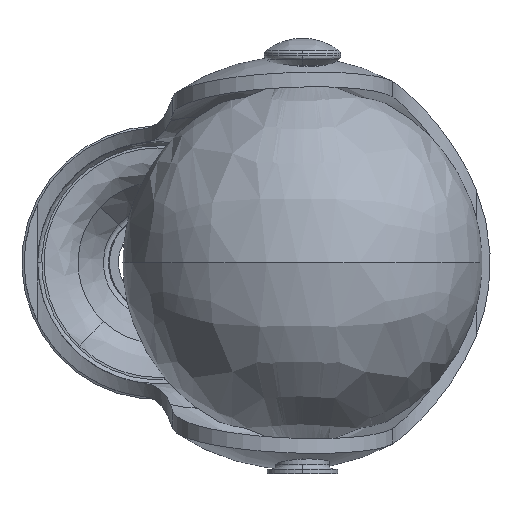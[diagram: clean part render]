
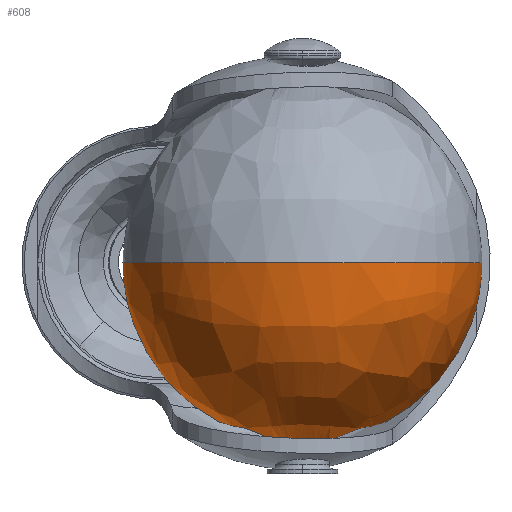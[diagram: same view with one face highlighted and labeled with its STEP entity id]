
A CAD part, front view. The second image highlights one B-rep face of the part: STEP entity #608.
In plain terms, the highlighted free-form (B-spline) face has degree [3, 3] with [4, 4] control points.
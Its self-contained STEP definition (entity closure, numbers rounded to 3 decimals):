
#173 = CARTESIAN_POINT ( 'NONE',  ( -3.992, -36.4, 0. ) ) ;
#231 = DIRECTION ( 'NONE',  ( 0., 0., 1. ) ) ;
#311 = EDGE_CURVE ( 'NONE', #2333, #1566, #3612, .T. ) ;
#608 = ADVANCED_FACE ( 'NONE', ( #1646, #3162 ), #6499, .T. ) ;
#675 = CARTESIAN_POINT ( 'NONE',  ( 37.092, 2.485, 0. ) ) ;
#749 = EDGE_LOOP ( 'NONE', ( #878, #5035 ) ) ;
#878 = ORIENTED_EDGE ( 'NONE', *, *, #311, .T. ) ;
#946 = CARTESIAN_POINT ( 'NONE',  ( 16., -36.95, -19.774 ) ) ;
#1218 = CARTESIAN_POINT ( 'NONE',  ( -3.992, -36.4, 0. ) ) ;
#1222 = CARTESIAN_POINT ( 'NONE',  ( 13.001, -36.868, -19.774 ) ) ;
#1506 = DIRECTION ( 'NONE',  ( 1., -0.027, 0. ) ) ;
#1566 = VERTEX_POINT ( 'NONE', #1222 ) ;
#1646 = FACE_OUTER_BOUND ( 'NONE', #5234, .T. ) ;
#1770 = CARTESIAN_POINT ( 'NONE',  ( -2.893, 3.584, 0. ) ) ;
#1973 = CARTESIAN_POINT ( 'NONE',  ( 16., -36.95, 0. ) ) ;
#2138 = AXIS2_PLACEMENT_3D ( 'NONE', #2491, #2458, #2433 ) ;
#2333 = VERTEX_POINT ( 'NONE', #4444 ) ;
#2350 = CARTESIAN_POINT ( 'NONE',  ( -3.992, -36.4, 0. ) ) ;
#2433 = DIRECTION ( 'NONE',  ( 1., -0.027, 0. ) ) ;
#2458 = DIRECTION ( 'NONE',  ( 0., 0., 1. ) ) ;
#2491 = CARTESIAN_POINT ( 'NONE',  ( 16., -36.95, -19.774 ) ) ;
#2555 = DIRECTION ( 'NONE',  ( 1., -0.027, 0. ) ) ;
#2572 = CIRCLE ( 'NONE', #6385, 20. ) ;
#2917 = CARTESIAN_POINT ( 'NONE',  ( 37.092, 2.485, -80. ) ) ;
#3162 = FACE_BOUND ( 'NONE', #749, .T. ) ;
#3489 = CARTESIAN_POINT ( 'NONE',  ( -3.992, -36.4, 0. ) ) ;
#3563 = EDGE_CURVE ( 'NONE', #1566, #2333, #6340, .T. ) ;
#3588 = CARTESIAN_POINT ( 'NONE',  ( 16., -36.95, 0. ) ) ;
#3612 = CIRCLE ( 'NONE', #2138, 3. ) ;
#3714 = VERTEX_POINT ( 'NONE', #173 ) ;
#3855 = AXIS2_PLACEMENT_3D ( 'NONE', #3588, #231, #4176 ) ;
#4015 = CIRCLE ( 'NONE', #3855, 20. ) ;
#4067 = CARTESIAN_POINT ( 'NONE',  ( -3.992, -36.4, 0. ) ) ;
#4175 = ORIENTED_EDGE ( 'NONE', *, *, #6358, .T. ) ;
#4176 = DIRECTION ( 'NONE',  ( 1., -0.027, 0. ) ) ;
#4195 = ORIENTED_EDGE ( 'NONE', *, *, #4752, .F. ) ;
#4311 = CARTESIAN_POINT ( 'NONE',  ( 35.992, -37.5, 0. ) ) ;
#4359 = CARTESIAN_POINT ( 'NONE',  ( 34.893, -77.484, 0. ) ) ;
#4444 = CARTESIAN_POINT ( 'NONE',  ( 18.999, -37.032, -19.774 ) ) ;
#4603 = CARTESIAN_POINT ( 'NONE',  ( 34.893, -77.484, -80. ) ) ;
#4752 = EDGE_CURVE ( 'NONE', #6932, #3714, #4015, .T. ) ;
#4874 = CARTESIAN_POINT ( 'NONE',  ( 35.992, -37.5, 0. ) ) ;
#4903 = DIRECTION ( 'NONE',  ( 0., 0., 1. ) ) ;
#5035 = ORIENTED_EDGE ( 'NONE', *, *, #3563, .T. ) ;
#5163 = CARTESIAN_POINT ( 'NONE',  ( -2.893, 3.584, -80. ) ) ;
#5234 = EDGE_LOOP ( 'NONE', ( #4195, #4175 ) ) ;
#5732 = CARTESIAN_POINT ( 'NONE',  ( -5.092, -76.385, 0. ) ) ;
#5933 = DIRECTION ( 'NONE',  ( 0., 0., -1. ) ) ;
#5971 = CARTESIAN_POINT ( 'NONE',  ( 35.992, -37.5, 0. ) ) ;
#6131 = CARTESIAN_POINT ( 'NONE',  ( 35.992, -37.5, 0. ) ) ;
#6209 = AXIS2_PLACEMENT_3D ( 'NONE', #946, #4903, #1506 ) ;
#6292 = CARTESIAN_POINT ( 'NONE',  ( -5.092, -76.385, -80. ) ) ;
#6340 = CIRCLE ( 'NONE', #6209, 3. ) ;
#6358 = EDGE_CURVE ( 'NONE', #6932, #3714, #2572, .T. ) ;
#6385 = AXIS2_PLACEMENT_3D ( 'NONE', #1973, #5933, #2555 ) ;
#6468 = CARTESIAN_POINT ( 'NONE',  ( 35.992, -37.5, 0. ) ) ;
#6499 =( BOUNDED_SURFACE ( )  B_SPLINE_SURFACE ( 3, 3, ( 
 ( #6468, #5971, #4874, #4311 ),
 ( #4359, #4603, #2917, #675 ),
 ( #5732, #6292, #5163, #1770 ),
 ( #1218, #2350, #3489, #4067 ) ),
 .UNSPECIFIED., .F., .F., .T. ) 
 B_SPLINE_SURFACE_WITH_KNOTS ( ( 4, 4 ),
 ( 4, 4 ),
 ( 0., 1. ),
 ( 0., 1. ),
 .UNSPECIFIED. ) 
 GEOMETRIC_REPRESENTATION_ITEM ( )  RATIONAL_B_SPLINE_SURFACE ( (
 ( 1., 0.333, 0.333, 1.),
 ( 0.333, 0.111, 0.111, 0.333),
 ( 0.333, 0.111, 0.111, 0.333),
 ( 1., 0.333, 0.333, 1.) ) ) 
 REPRESENTATION_ITEM ( '' )  SURFACE ( )  );
#6932 = VERTEX_POINT ( 'NONE', #6131 ) ;
